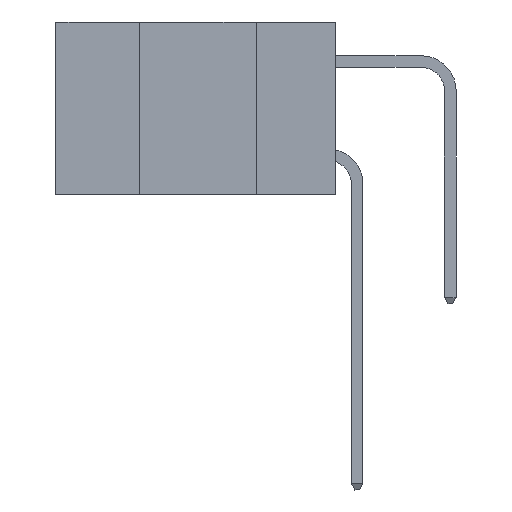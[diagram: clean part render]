
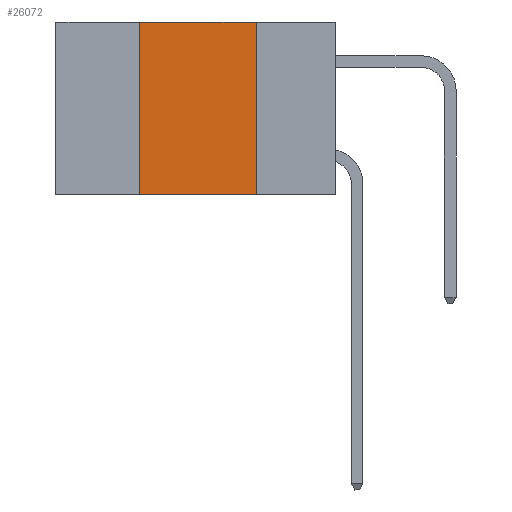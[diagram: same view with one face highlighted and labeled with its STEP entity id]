
A CAD part, left-side view. The second image highlights one B-rep face of the part: STEP entity #26072.
In plain terms, the highlighted planar face has unit normal (-1, 0, 0).
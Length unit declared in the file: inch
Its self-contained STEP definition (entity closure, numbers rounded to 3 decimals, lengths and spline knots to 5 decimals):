
#2239 = ORIENTED_EDGE ( 'NONE', *, *, #28844, .T. ) ;
#3260 = LINE ( 'NONE', #3858, #17511 ) ;
#3645 = DIRECTION ( 'NONE',  ( 0., -1., 0. ) ) ;
#3841 = DIRECTION ( 'NONE',  ( 0., 0., 1. ) ) ;
#3858 = CARTESIAN_POINT ( 'NONE',  ( 0., 0.6, -0.37 ) ) ;
#4884 = VERTEX_POINT ( 'NONE', #23067 ) ;
#5044 = EDGE_LOOP ( 'NONE', ( #17421, #27531, #5688, #2239 ) ) ;
#5121 = CARTESIAN_POINT ( 'NONE',  ( 0., 0.17, -0.37 ) ) ;
#5688 = ORIENTED_EDGE ( 'NONE', *, *, #10353, .F. ) ;
#7832 = DIRECTION ( 'NONE',  ( 0., 0., -1. ) ) ;
#7894 = CARTESIAN_POINT ( 'NONE',  ( 0., 0.6, 0. ) ) ;
#9517 = CARTESIAN_POINT ( 'NONE',  ( 0., 0.6, 0. ) ) ;
#10353 = EDGE_CURVE ( 'NONE', #13296, #15419, #28500, .T. ) ;
#11157 = VERTEX_POINT ( 'NONE', #5121 ) ;
#12066 = AXIS2_PLACEMENT_3D ( 'NONE', #7894, #21666, #14555 ) ;
#13296 = VERTEX_POINT ( 'NONE', #25566 ) ;
#14555 = DIRECTION ( 'NONE',  ( 0., 0., -1. ) ) ;
#14893 = CARTESIAN_POINT ( 'NONE',  ( 0., 0.17, 0. ) ) ;
#14911 = LINE ( 'NONE', #9517, #17826 ) ;
#15419 = VERTEX_POINT ( 'NONE', #26441 ) ;
#17009 = PLANE ( 'NONE',  #12066 ) ;
#17421 = ORIENTED_EDGE ( 'NONE', *, *, #29244, .F. ) ;
#17511 = VECTOR ( 'NONE', #3645, 39.37008 ) ;
#17826 = VECTOR ( 'NONE', #26421, 39.37008 ) ;
#18544 = CARTESIAN_POINT ( 'NONE',  ( 0., 0.42, 0. ) ) ;
#21666 = DIRECTION ( 'NONE',  ( 1., 0., 0. ) ) ;
#22316 = VECTOR ( 'NONE', #3841, 39.37008 ) ;
#23067 = CARTESIAN_POINT ( 'NONE',  ( 0., 0.17, 0. ) ) ;
#24714 = VECTOR ( 'NONE', #7832, 39.37008 ) ;
#25566 = CARTESIAN_POINT ( 'NONE',  ( 0., 0.42, -0.37 ) ) ;
#25724 = FACE_OUTER_BOUND ( 'NONE', #5044, .T. ) ;
#26072 = ADVANCED_FACE ( 'NONE', ( #25724 ), #17009, .F. ) ;
#26421 = DIRECTION ( 'NONE',  ( 0., -1., 0. ) ) ;
#26441 = CARTESIAN_POINT ( 'NONE',  ( 0., 0.42, 0. ) ) ;
#27531 = ORIENTED_EDGE ( 'NONE', *, *, #29761, .F. ) ;
#28500 = LINE ( 'NONE', #18544, #22316 ) ;
#28844 = EDGE_CURVE ( 'NONE', #13296, #11157, #3260, .T. ) ;
#29133 = LINE ( 'NONE', #14893, #24714 ) ;
#29244 = EDGE_CURVE ( 'NONE', #4884, #11157, #29133, .T. ) ;
#29761 = EDGE_CURVE ( 'NONE', #15419, #4884, #14911, .T. ) ;
